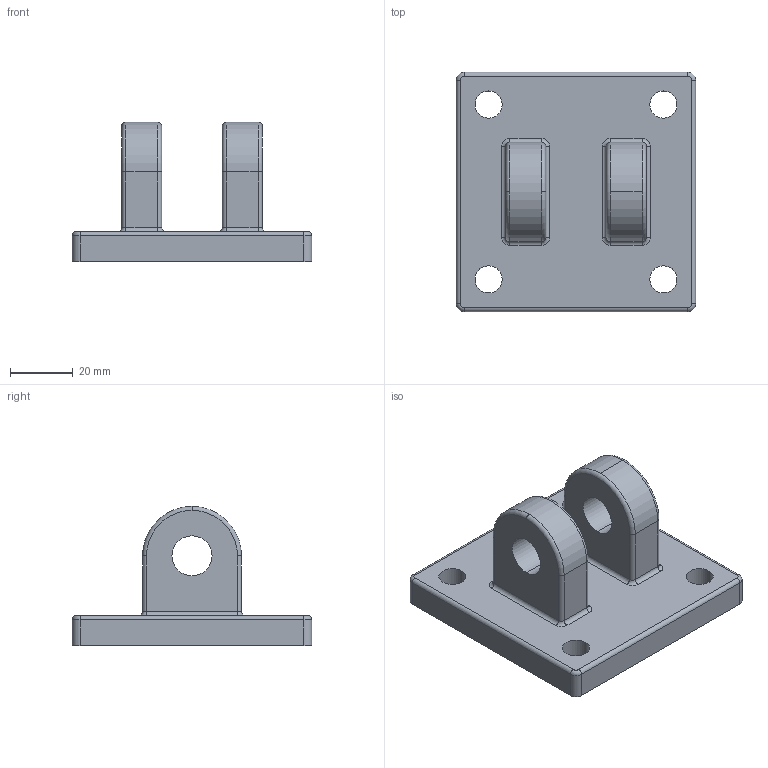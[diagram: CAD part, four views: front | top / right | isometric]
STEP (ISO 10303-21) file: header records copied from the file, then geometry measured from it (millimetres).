
FILE_DESCRIPTION (( 'STEP AP214' ), '1' );
FILE_NAME ('DPC-3.step', '2019-04-18T16:40:01', ( '' ), ( '' ), 'SwSTEP 2.0', 'SolidWorks 2018', '' );
FILE_SCHEMA (( 'AUTOMOTIVE_DESIGN' ));
Length unit declared in the file: inch
Products named in the file (1): DPC-3
Bounding box: 76.2 x 76.2 x 44.32 mm (x, y, z)
Volume: 74750.7 mm3; surface area: 20471.2 mm2
Topology: 1 solids, 1 shells, 71 faces, 169 edges, 102 vertices
Faces by surface type: cylinder 39, torus 18, plane 14
Entity records: 2131 total; most frequent: DIRECTION 413, CARTESIAN_POINT 343, ORIENTED_EDGE 338, AXIS2_PLACEMENT_3D 172, EDGE_CURVE 169, VERTEX_POINT 102, CIRCLE 100, EDGE_LOOP 85
